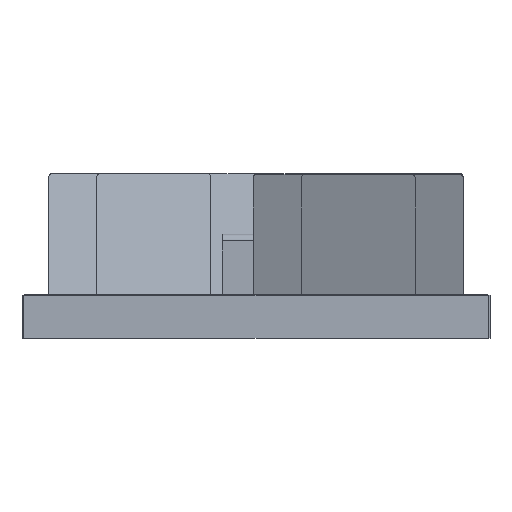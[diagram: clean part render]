
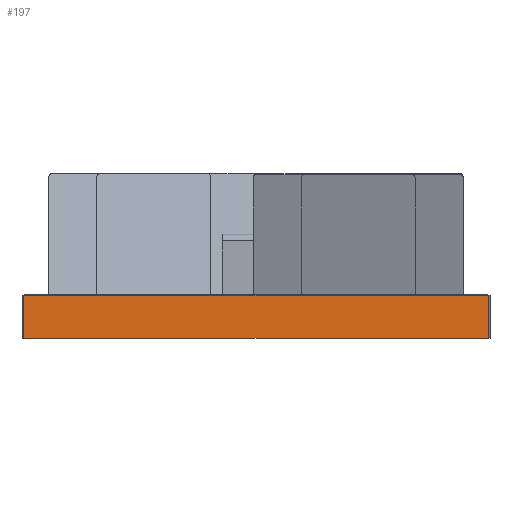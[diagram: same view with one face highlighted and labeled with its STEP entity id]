
A CAD part, front view. The second image highlights one B-rep face of the part: STEP entity #197.
In plain terms, the highlighted planar face has unit normal (0, -1, 0).
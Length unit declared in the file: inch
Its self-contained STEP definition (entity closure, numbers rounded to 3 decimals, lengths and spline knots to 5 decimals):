
#197=ADVANCED_FACE('',(#453),#3605,.T.);
#453=FACE_OUTER_BOUND('',#710,.T.);
#710=EDGE_LOOP('',(#1332,#1333,#1334,#1335));
#1332=ORIENTED_EDGE('',*,*,#2205,.F.);
#1333=ORIENTED_EDGE('',*,*,#2206,.F.);
#1334=ORIENTED_EDGE('',*,*,#2199,.T.);
#1335=ORIENTED_EDGE('',*,*,#2204,.T.);
#2199=EDGE_CURVE('',#3273,#3275,#2823,.T.);
#2204=EDGE_CURVE('',#3275,#3278,#2828,.T.);
#2205=EDGE_CURVE('',#3279,#3278,#2829,.T.);
#2206=EDGE_CURVE('',#3273,#3279,#2830,.T.);
#2823=B_SPLINE_CURVE_WITH_KNOTS('',1,(#5271,#5272),.UNSPECIFIED.,.F.,.F.,
(2,2),(-69.5,0.),.UNSPECIFIED.);
#2828=B_SPLINE_CURVE_WITH_KNOTS('',1,(#5281,#5282),.UNSPECIFIED.,.F.,.F.,
(2,2),(-6.4375,0.),.UNSPECIFIED.);
#2829=B_SPLINE_CURVE_WITH_KNOTS('',1,(#5283,#5284),.UNSPECIFIED.,.F.,.F.,
(2,2),(-69.5,0.),.UNSPECIFIED.);
#2830=B_SPLINE_CURVE_WITH_KNOTS('',1,(#5285,#5286),.UNSPECIFIED.,.F.,.F.,
(2,2),(-6.4375,0.),.UNSPECIFIED.);
#3273=VERTEX_POINT('',#5246);
#3275=VERTEX_POINT('',#5248);
#3278=VERTEX_POINT('',#5251);
#3279=VERTEX_POINT('',#5252);
#3605=PLANE('',#3964);
#3964=AXIS2_PLACEMENT_3D('',#5234,#4295,$);
#4295=DIRECTION('',(0.,-1.,0.));
#5234=CARTESIAN_POINT('',(41.70012,162.71778,-0.36165));
#5246=CARTESIAN_POINT('',(-34.75,162.71778,0.28222));
#5248=CARTESIAN_POINT('',(34.75,162.71778,0.28222));
#5251=CARTESIAN_POINT('',(34.75,162.71778,6.71972));
#5252=CARTESIAN_POINT('',(-34.75,162.71778,6.71972));
#5271=CARTESIAN_POINT('',(-34.75,162.71778,0.28222));
#5272=CARTESIAN_POINT('',(34.75,162.71778,0.28222));
#5281=CARTESIAN_POINT('',(34.75,162.71778,0.28222));
#5282=CARTESIAN_POINT('',(34.75,162.71778,6.71972));
#5283=CARTESIAN_POINT('',(-34.75,162.71778,6.71972));
#5284=CARTESIAN_POINT('',(34.75,162.71778,6.71972));
#5285=CARTESIAN_POINT('',(-34.75,162.71778,0.28222));
#5286=CARTESIAN_POINT('',(-34.75,162.71778,6.71972));
